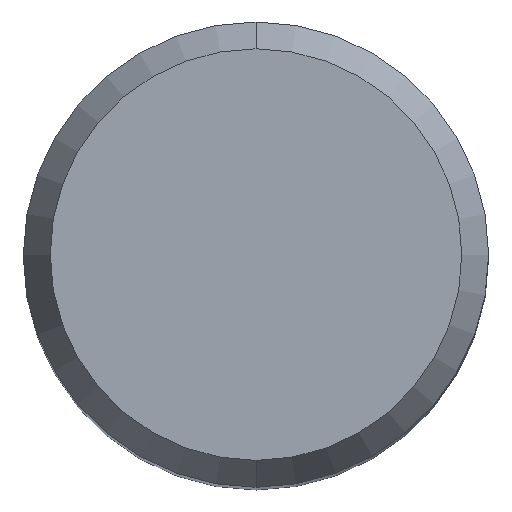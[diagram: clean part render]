
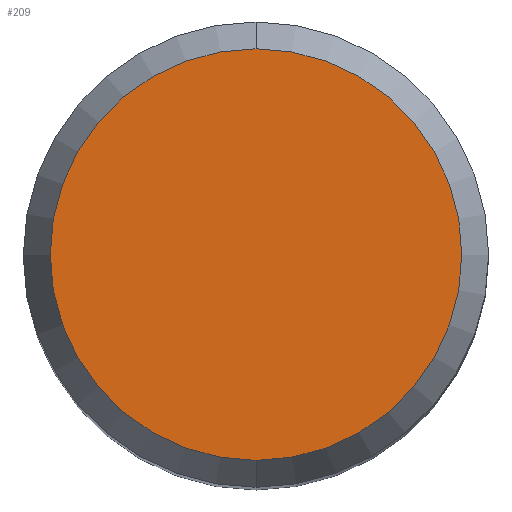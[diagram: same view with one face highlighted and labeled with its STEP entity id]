
A CAD part, top view. The second image highlights one B-rep face of the part: STEP entity #209.
In plain terms, the highlighted planar face has unit normal (0, 0, 1).
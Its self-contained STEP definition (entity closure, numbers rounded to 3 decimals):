
#187=EDGE_CURVE('',#261,#371,#478,.T.);
#209=ADVANCED_FACE('',(#504),#505,.T.);
#261=VERTEX_POINT('',#561);
#357=EDGE_CURVE('',#371,#261,#664,.T.);
#371=VERTEX_POINT('',#680);
#478=CIRCLE('',#807,3.538);
#504=FACE_OUTER_BOUND('',#851,.T.);
#505=PLANE('',#852);
#561=CARTESIAN_POINT('',(0.0,3.538,0.));
#664=CIRCLE('',#1207,3.538);
#680=CARTESIAN_POINT('',(0.,-3.538,0.));
#807=AXIS2_PLACEMENT_3D('',#1399,#1400,#1401);
#851=EDGE_LOOP('',(#1441,#1442));
#852=AXIS2_PLACEMENT_3D('',#1443,#1444,#1445);
#1207=AXIS2_PLACEMENT_3D('',#1582,#1583,#1584);
#1399=CARTESIAN_POINT('',(0.0,0.0,0.));
#1400=DIRECTION('',(0.0,0.0,-1.0));
#1401=DIRECTION('',(0.0,1.0,0.0));
#1441=ORIENTED_EDGE('',*,*,#187,.F.);
#1442=ORIENTED_EDGE('',*,*,#357,.F.);
#1443=CARTESIAN_POINT('',(0.0,1.769,0.));
#1444=DIRECTION('',(-0.0,0.0,1.0));
#1445=DIRECTION('',(0.0,-1.0,0.0));
#1582=CARTESIAN_POINT('',(0.0,0.0,0.));
#1583=DIRECTION('',(0.0,0.0,-1.0));
#1584=DIRECTION('',(0.0,1.0,0.0));
